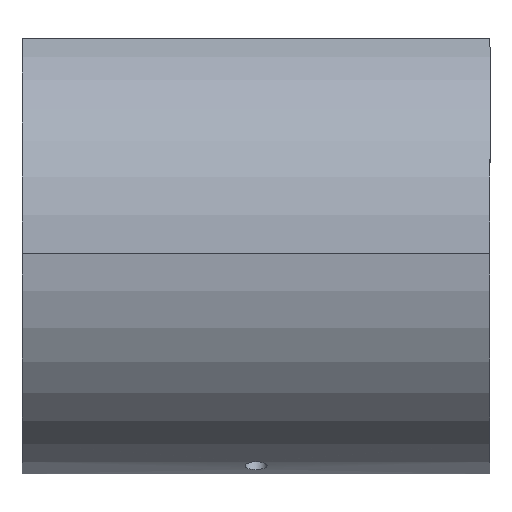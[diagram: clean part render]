
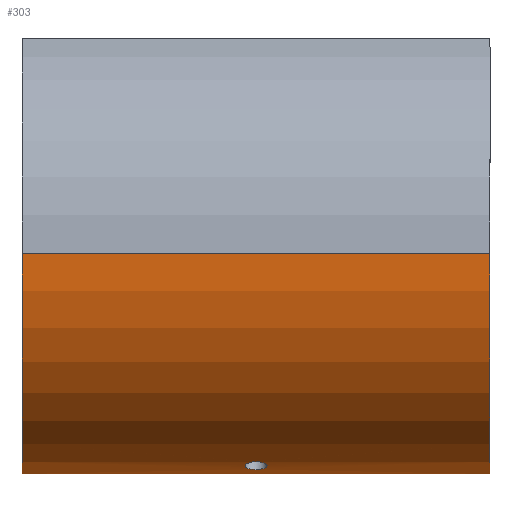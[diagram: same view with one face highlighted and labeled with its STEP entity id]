
A CAD part, left-side view. The second image highlights one B-rep face of the part: STEP entity #303.
In plain terms, the highlighted cylindrical face has radius 82.45 mm (diameter 164.9 mm), a partial arc.
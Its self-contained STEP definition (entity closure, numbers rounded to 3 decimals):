
#98 = VERTEX_POINT('',#99);
#99 = CARTESIAN_POINT('',(-85.,-79.,0.));
#106 = EDGE_CURVE('',#107,#98,#109,.T.);
#107 = VERTEX_POINT('',#108);
#108 = CARTESIAN_POINT('',(-85.,91.,0.));
#109 = LINE('',#110,#111);
#110 = CARTESIAN_POINT('',(-85.,91.,0.));
#111 = VECTOR('',#112,1.);
#112 = DIRECTION('',(0.,-1.,0.));
#131 = EDGE_CURVE('',#107,#132,#134,.T.);
#132 = VERTEX_POINT('',#133);
#133 = CARTESIAN_POINT('',(-22.5,91.,-80.));
#134 = CIRCLE('',#135,82.45);
#135 = AXIS2_PLACEMENT_3D('',#136,#137,#138);
#136 = CARTESIAN_POINT('',(-2.55,91.,0.));
#137 = DIRECTION('',(0.,-1.,0.));
#138 = DIRECTION('',(1.,0.,0.));
#209 = VERTEX_POINT('',#210);
#210 = CARTESIAN_POINT('',(-22.5,-79.,-80.));
#216 = EDGE_CURVE('',#98,#209,#217,.T.);
#217 = CIRCLE('',#218,82.45);
#218 = AXIS2_PLACEMENT_3D('',#219,#220,#221);
#219 = CARTESIAN_POINT('',(-2.55,-79.,0.));
#220 = DIRECTION('',(0.,-1.,0.));
#221 = DIRECTION('',(1.,0.,0.));
#303 = ADVANCED_FACE('',(#304,#315),#373,.T.);
#304 = FACE_BOUND('',#305,.F.);
#305 = EDGE_LOOP('',(#306,#307,#308,#314));
#306 = ORIENTED_EDGE('',*,*,#106,.T.);
#307 = ORIENTED_EDGE('',*,*,#216,.T.);
#308 = ORIENTED_EDGE('',*,*,#309,.F.);
#309 = EDGE_CURVE('',#132,#209,#310,.T.);
#310 = LINE('',#311,#312);
#311 = CARTESIAN_POINT('',(-22.5,91.,-80.));
#312 = VECTOR('',#313,1.);
#313 = DIRECTION('',(0.,-1.,0.));
#314 = ORIENTED_EDGE('',*,*,#131,.F.);
#315 = FACE_BOUND('',#316,.F.);
#316 = EDGE_LOOP('',(#317));
#317 = ORIENTED_EDGE('',*,*,#318,.F.);
#318 = EDGE_CURVE('',#319,#319,#321,.T.);
#319 = VERTEX_POINT('',#320);
#320 = CARTESIAN_POINT('',(-28.136,6.,-78.379));
#321 = B_SPLINE_CURVE_WITH_KNOTS('',8,(#322,#323,#324,#325,#326,#327,
    #328,#329,#330,#331,#332,#333,#334,#335,#336,#337,#338,#339,#340,
    #341,#342,#343,#344,#345,#346,#347,#348,#349,#350,#351,#352,#353,
    #354,#355,#356,#357,#358,#359,#360,#361,#362,#363,#364,#365,#366,
    #367,#368,#369,#370,#371,#372),.UNSPECIFIED.,.T.,.F.,(9,7,7,7,7,7,7,
    9),(0.,0.174,0.305,0.444,0.637,
    0.79,0.886,1.),.UNSPECIFIED.);
#322 = CARTESIAN_POINT('',(-28.136,6.,-78.379));
#323 = CARTESIAN_POINT('',(-28.136,6.458,
    -78.379));
#324 = CARTESIAN_POINT('',(-28.193,6.915,-78.361
    ));
#325 = CARTESIAN_POINT('',(-28.307,7.368,
    -78.324));
#326 = CARTESIAN_POINT('',(-28.48,7.811,
    -78.267));
#327 = CARTESIAN_POINT('',(-28.714,8.24,
    -78.19));
#328 = CARTESIAN_POINT('',(-29.014,8.646,-78.089
    ));
#329 = CARTESIAN_POINT('',(-29.383,9.014,
    -77.963));
#330 = CARTESIAN_POINT('',(-30.155,9.56,
    -77.692));
#331 = CARTESIAN_POINT('',(-30.539,9.771,-77.556
    ));
#332 = CARTESIAN_POINT('',(-30.966,9.934,
    -77.402));
#333 = CARTESIAN_POINT('',(-31.422,10.036,
    -77.233));
#334 = CARTESIAN_POINT('',(-31.891,10.066,
    -77.056));
#335 = CARTESIAN_POINT('',(-32.355,10.023,
    -76.877));
#336 = CARTESIAN_POINT('',(-32.796,9.914,
    -76.703));
#337 = CARTESIAN_POINT('',(-33.637,9.58,
    -76.366));
#338 = CARTESIAN_POINT('',(-34.024,9.35,-76.208
    ));
#339 = CARTESIAN_POINT('',(-34.364,9.077,
    -76.067));
#340 = CARTESIAN_POINT('',(-34.655,8.772,
    -75.944));
#341 = CARTESIAN_POINT('',(-34.902,8.444,
    -75.839));
#342 = CARTESIAN_POINT('',(-35.104,8.101,
    -75.751));
#343 = CARTESIAN_POINT('',(-35.266,7.746,
    -75.681));
#344 = CARTESIAN_POINT('',(-35.557,6.886,
    -75.555));
#345 = CARTESIAN_POINT('',(-35.651,6.373,
    -75.514));
#346 = CARTESIAN_POINT('',(-35.677,5.855,-75.502
    ));
#347 = CARTESIAN_POINT('',(-35.634,5.335,
    -75.521));
#348 = CARTESIAN_POINT('',(-35.523,4.822,
    -75.57));
#349 = CARTESIAN_POINT('',(-35.34,4.32,
    -75.65));
#350 = CARTESIAN_POINT('',(-35.08,3.841,
    -75.763));
#351 = CARTESIAN_POINT('',(-34.461,3.054,-76.025
    ));
#352 = CARTESIAN_POINT('',(-34.116,2.708,
    -76.17));
#353 = CARTESIAN_POINT('',(-33.7,2.399,-76.343
    ));
#354 = CARTESIAN_POINT('',(-33.22,2.154,-76.538
    ));
#355 = CARTESIAN_POINT('',(-32.694,1.994,-76.747
    ));
#356 = CARTESIAN_POINT('',(-32.139,1.932,-76.962
    ));
#357 = CARTESIAN_POINT('',(-31.58,1.972,
    -77.173));
#358 = CARTESIAN_POINT('',(-30.699,2.197,
    -77.497));
#359 = CARTESIAN_POINT('',(-30.379,2.319,
    -77.613));
#360 = CARTESIAN_POINT('',(-30.081,2.471,
    -77.719));
#361 = CARTESIAN_POINT('',(-29.806,2.649,
    -77.816));
#362 = CARTESIAN_POINT('',(-29.555,2.847,-77.903
    ));
#363 = CARTESIAN_POINT('',(-29.33,3.062,
    -77.98));
#364 = CARTESIAN_POINT('',(-29.129,3.288,
    -78.049));
#365 = CARTESIAN_POINT('',(-28.743,3.804,
    -78.179));
#366 = CARTESIAN_POINT('',(-28.567,4.099,-78.238
    ));
#367 = CARTESIAN_POINT('',(-28.421,4.404,
    -78.286));
#368 = CARTESIAN_POINT('',(-28.307,4.716,
    -78.324));
#369 = CARTESIAN_POINT('',(-28.221,5.034,
    -78.352));
#370 = CARTESIAN_POINT('',(-28.165,5.355,-78.37
    ));
#371 = CARTESIAN_POINT('',(-28.136,5.677,
    -78.379));
#372 = CARTESIAN_POINT('',(-28.136,6.,-78.379));
#373 = CYLINDRICAL_SURFACE('',#374,82.45);
#374 = AXIS2_PLACEMENT_3D('',#375,#376,#377);
#375 = CARTESIAN_POINT('',(-2.55,91.,0.));
#376 = DIRECTION('',(0.,1.,0.));
#377 = DIRECTION('',(1.,0.,0.));
